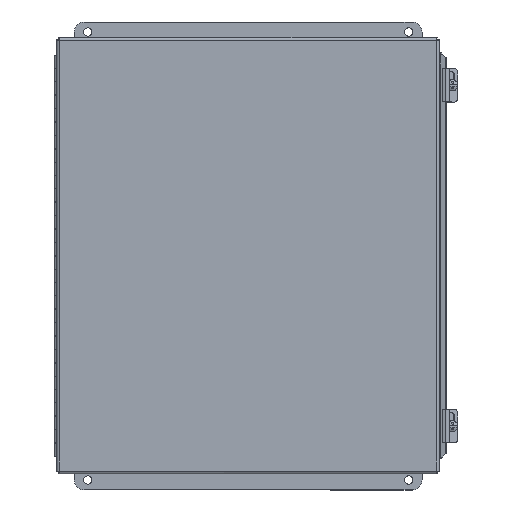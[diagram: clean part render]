
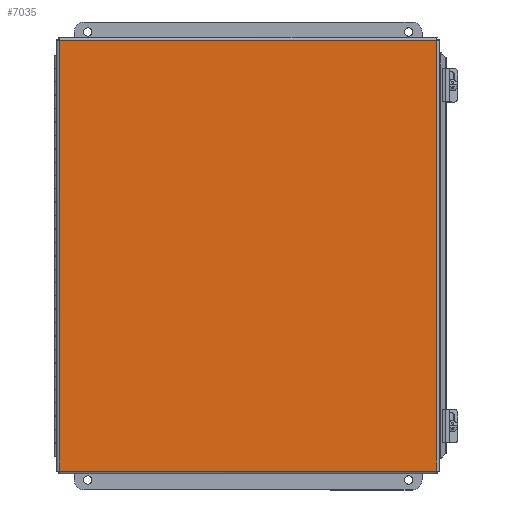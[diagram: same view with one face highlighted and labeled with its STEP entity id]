
A CAD part, top view. The second image highlights one B-rep face of the part: STEP entity #7035.
In plain terms, the highlighted face is planar.
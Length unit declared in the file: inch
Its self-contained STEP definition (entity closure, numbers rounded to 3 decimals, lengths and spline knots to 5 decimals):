
#339=PLANE('',#7550);
#925=LINE('',#11433,#1579);
#941=LINE('',#11535,#1595);
#955=LINE('',#11632,#1609);
#962=LINE('',#11715,#1616);
#1579=VECTOR('',#8985,16.102);
#1595=VECTOR('',#9015,14.102);
#1609=VECTOR('',#9043,16.102);
#1616=VECTOR('',#9060,14.102);
#2178=FACE_OUTER_BOUND('',#2665,.T.);
#2665=EDGE_LOOP('',(#5905,#5906,#5907,#5908));
#3421=VERTEX_POINT('',#11424);
#3422=VERTEX_POINT('',#11432);
#3433=VERTEX_POINT('',#11527);
#3441=VERTEX_POINT('',#11624);
#4234=EDGE_CURVE('',#3422,#3421,#925,.T.);
#4254=EDGE_CURVE('',#3421,#3433,#941,.T.);
#4272=EDGE_CURVE('',#3433,#3441,#955,.T.);
#4283=EDGE_CURVE('',#3441,#3422,#962,.T.);
#5905=ORIENTED_EDGE('',*,*,#4234,.T.);
#5906=ORIENTED_EDGE('',*,*,#4254,.T.);
#5907=ORIENTED_EDGE('',*,*,#4272,.T.);
#5908=ORIENTED_EDGE('',*,*,#4283,.T.);
#7035=ADVANCED_FACE('',(#2178),#339,.F.);
#7550=AXIS2_PLACEMENT_3D('',#11801,#9085,#9086);
#8985=DIRECTION('',(0.,-1.,0.));
#9015=DIRECTION('',(-1.,0.,0.));
#9043=DIRECTION('',(0.,1.,0.));
#9060=DIRECTION('',(1.,0.,0.));
#9085=DIRECTION('center_axis',(0.,0.,1.));
#9086=DIRECTION('ref_axis',(1.,0.,0.));
#11424=CARTESIAN_POINT('',(14.20725,0.10525,0.));
#11432=CARTESIAN_POINT('',(14.20725,16.20725,0.));
#11433=CARTESIAN_POINT('',(14.20725,12.18175,0.));
#11527=CARTESIAN_POINT('',(0.10525,0.10525,0.));
#11535=CARTESIAN_POINT('',(10.68175,0.10525,0.));
#11624=CARTESIAN_POINT('',(0.10525,16.20725,0.));
#11632=CARTESIAN_POINT('',(0.10525,4.13075,0.));
#11715=CARTESIAN_POINT('',(3.63075,16.20725,0.));
#11801=CARTESIAN_POINT('Origin',(7.15625,8.15625,0.));
